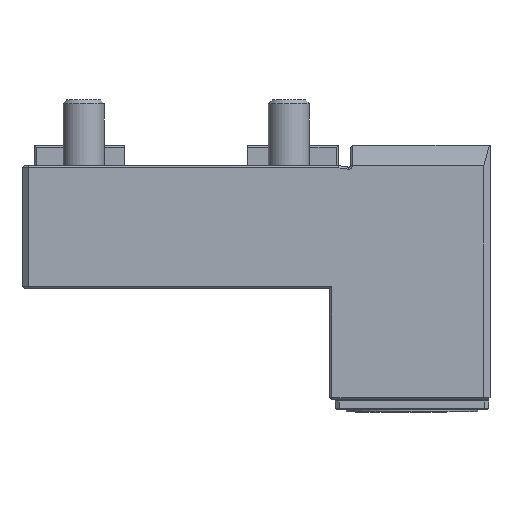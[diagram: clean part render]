
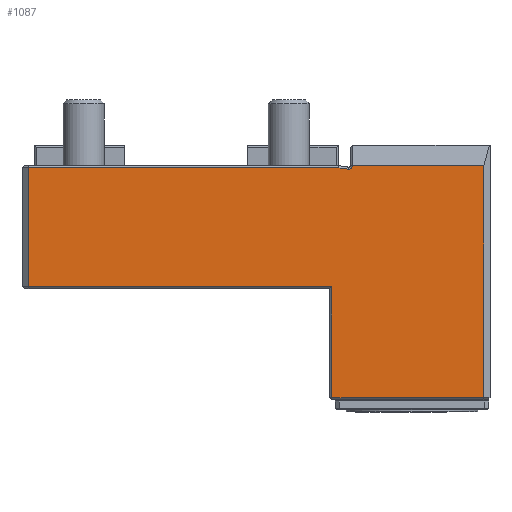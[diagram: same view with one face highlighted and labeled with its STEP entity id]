
A CAD part, front view. The second image highlights one B-rep face of the part: STEP entity #1087.
In plain terms, the highlighted planar face has unit normal (0, -1, 0).
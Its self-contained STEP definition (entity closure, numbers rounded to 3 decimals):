
#360=LINE('',#5698,#738);
#362=LINE('',#5702,#740);
#363=LINE('',#5704,#741);
#365=LINE('',#5708,#743);
#367=LINE('',#5712,#745);
#419=LINE('',#5853,#797);
#421=LINE('',#5856,#799);
#422=LINE('',#5858,#800);
#738=VECTOR('',#4424,1.);
#740=VECTOR('',#4428,1.);
#741=VECTOR('',#4431,1.);
#743=VECTOR('',#4435,1.);
#745=VECTOR('',#4439,1.);
#797=VECTOR('',#4559,1.);
#799=VECTOR('',#4563,1.);
#800=VECTOR('',#4564,1.);
#1087=ADVANCED_FACE('',(#1423),#1250,.T.);
#1250=PLANE('',#3704);
#1423=FACE_OUTER_BOUND('',#1630,.T.);
#1630=EDGE_LOOP('',(#2502,#2503,#2504,#2505,#2506,#2507,#2508,#2509,#2510));
#2502=ORIENTED_EDGE('',*,*,#3350,.T.);
#2503=ORIENTED_EDGE('',*,*,#3352,.T.);
#2504=ORIENTED_EDGE('',*,*,#3353,.T.);
#2505=ORIENTED_EDGE('',*,*,#3288,.T.);
#2506=ORIENTED_EDGE('',*,*,#3286,.T.);
#2507=ORIENTED_EDGE('',*,*,#3284,.T.);
#2508=ORIENTED_EDGE('',*,*,#3283,.T.);
#2509=ORIENTED_EDGE('',*,*,#3281,.T.);
#2510=ORIENTED_EDGE('',*,*,#3279,.T.);
#2792=VERTEX_POINT('',#5464);
#2793=VERTEX_POINT('',#5468);
#2851=VERTEX_POINT('',#5668);
#2853=VERTEX_POINT('',#5694);
#2854=VERTEX_POINT('',#5699);
#2855=VERTEX_POINT('',#5707);
#2856=VERTEX_POINT('',#5711);
#2892=VERTEX_POINT('',#5852);
#2893=VERTEX_POINT('',#5857);
#3279=EDGE_CURVE('',#2851,#2853,#3423,.T.);
#3281=EDGE_CURVE('',#2854,#2851,#360,.T.);
#3283=EDGE_CURVE('',#2792,#2854,#362,.T.);
#3284=EDGE_CURVE('',#2793,#2792,#363,.T.);
#3286=EDGE_CURVE('',#2855,#2793,#365,.T.);
#3288=EDGE_CURVE('',#2856,#2855,#367,.T.);
#3350=EDGE_CURVE('',#2853,#2892,#419,.T.);
#3352=EDGE_CURVE('',#2892,#2893,#421,.T.);
#3353=EDGE_CURVE('',#2893,#2856,#422,.T.);
#3423=CIRCLE('',#3662,0.9);
#3662=AXIS2_PLACEMENT_3D('',#5695,#4418,#4419);
#3704=AXIS2_PLACEMENT_3D('',#5859,#4565,#4566);
#4418=DIRECTION('',(0.,1.,0.));
#4419=DIRECTION('',(0.,0.,-1.));
#4424=DIRECTION('',(-1.,0.,0.));
#4428=DIRECTION('',(0.,0.,1.));
#4431=DIRECTION('',(1.,0.,0.));
#4435=DIRECTION('',(0.,0.,-1.));
#4439=DIRECTION('',(1.,0.,0.));
#4559=DIRECTION('',(-0.99,0.,0.139));
#4563=DIRECTION('',(-1.,0.,0.));
#4564=DIRECTION('',(0.,0.,-1.));
#4565=DIRECTION('',(0.,-1.,0.));
#4566=DIRECTION('',(0.,0.,1.));
#5464=CARTESIAN_POINT('',(32.5,-42.,-56.5));
#5468=CARTESIAN_POINT('',(-4.5,-42.,-56.5));
#5668=CARTESIAN_POINT('',(0.49,-42.,0.001));
#5694=CARTESIAN_POINT('',(-0.525,-42.,-0.853));
#5695=CARTESIAN_POINT('',(-0.4,-42.,0.039));
#5698=CARTESIAN_POINT('',(-0.4,-42.,0.));
#5699=CARTESIAN_POINT('',(32.5,-42.,0.));
#5702=CARTESIAN_POINT('',(32.5,-42.,0.039));
#5704=CARTESIAN_POINT('',(-0.4,-42.,-56.5));
#5707=CARTESIAN_POINT('',(-4.5,-42.,-29.5));
#5708=CARTESIAN_POINT('',(-4.5,-42.,-57.));
#5711=CARTESIAN_POINT('',(-78.5,-42.,-29.5));
#5712=CARTESIAN_POINT('',(-5.,-42.,-29.5));
#5852=CARTESIAN_POINT('',(-3.035,-42.,-0.5));
#5853=CARTESIAN_POINT('',(-0.525,-42.,-0.853));
#5856=CARTESIAN_POINT('',(-0.4,-42.,-0.5));
#5857=CARTESIAN_POINT('',(-78.5,-42.,-0.5));
#5858=CARTESIAN_POINT('',(-78.5,-42.,0.039));
#5859=CARTESIAN_POINT('',(-0.4,-42.,0.039));
